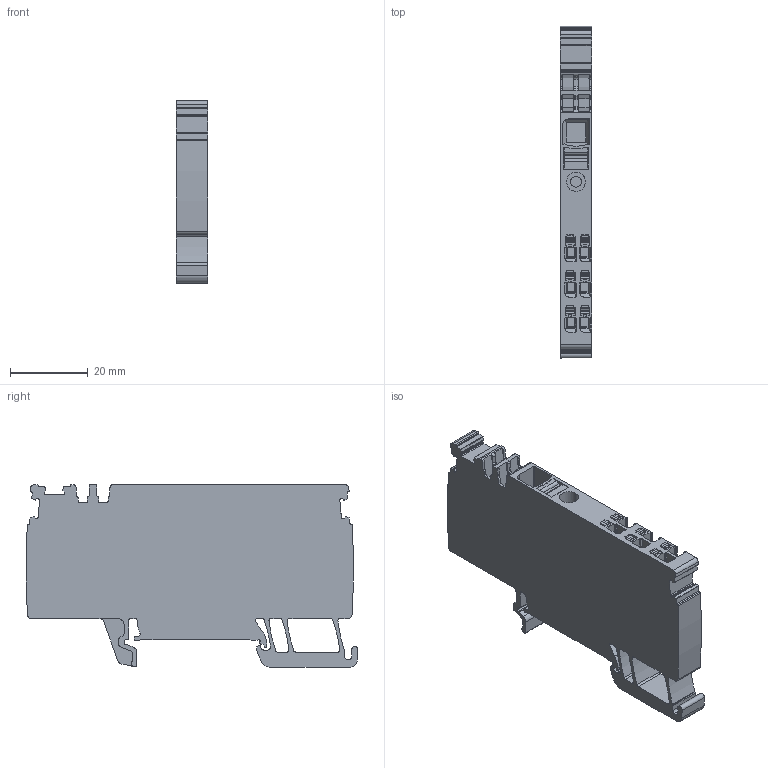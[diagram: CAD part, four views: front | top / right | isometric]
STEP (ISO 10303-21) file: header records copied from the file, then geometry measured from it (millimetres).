
FILE_DESCRIPTION(('CATIA V5 STEP Exchange','CAx-IF Rec.Pracs.--- Model Styling and Organization---1.4--- 2014-01-23'),'2;1');
FILE_NAME ('1177970-8_1', '2020-01-13T09:03:18+00:00', ('none'), ('Weidmueller'), 'CATIA Version 5-6 Release 2016 SP3 HF44', 'CATIA V5 STEP AP214', 'none');
FILE_SCHEMA(('AUTOMOTIVE_DESIGN { 1 0 10303 214 1 1 1 1 }'));
Length unit declared in the file: millimetre
Products named in the file (1): 2712960000
Bounding box: 8.1 x 85.09 x 46.8 mm (x, y, z)
Volume: 23554.2 mm3; surface area: 12493.7 mm2
Topology: 8 solids, 10 shells, 1242 faces, 3542 edges, 2315 vertices
Faces by surface type: plane 595, cylinder 541, torus 36, extrusion 35, sphere 24, cone 11
Entity records: 40888 total; most frequent: CARTESIAN_POINT 9366, ORIENTED_EDGE 7048, DIRECTION 5200, EDGE_CURVE 3524, VERTEX_POINT 2315, VECTOR 2253, LINE 2218, AXIS2_PLACEMENT_3D 1952
